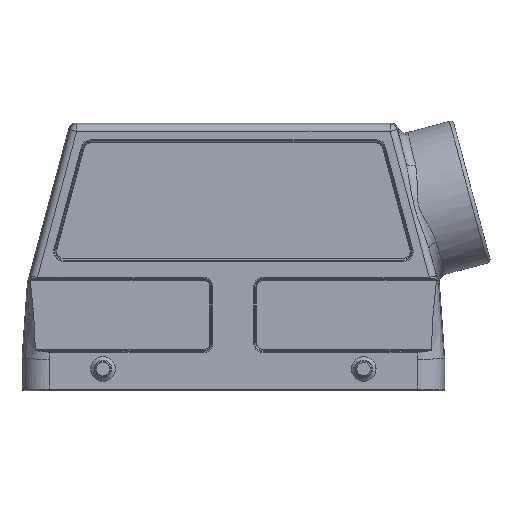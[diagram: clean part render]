
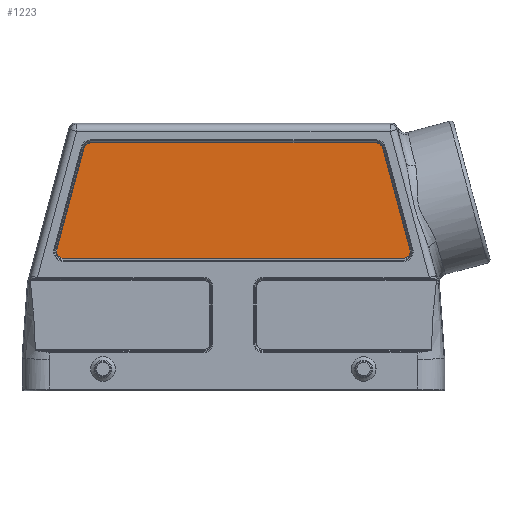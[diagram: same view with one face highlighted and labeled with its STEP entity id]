
A CAD part, front view. The second image highlights one B-rep face of the part: STEP entity #1223.
In plain terms, the highlighted planar face has unit normal (0, -1, 0).
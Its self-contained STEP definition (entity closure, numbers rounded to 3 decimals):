
#1223=ADVANCED_FACE('',(#1879),#1704,.T.);
#1704=PLANE('',#11916);
#1879=FACE_OUTER_BOUND('',#2346,.T.);
#2346=EDGE_LOOP('',(#3236,#3237,#3238,#3239,#3240,#3241,#3242,#3243));
#3236=ORIENTED_EDGE('',*,*,#6099,.T.);
#3237=ORIENTED_EDGE('',*,*,#6100,.T.);
#3238=ORIENTED_EDGE('',*,*,#6101,.T.);
#3239=ORIENTED_EDGE('',*,*,#6102,.T.);
#3240=ORIENTED_EDGE('',*,*,#6103,.T.);
#3241=ORIENTED_EDGE('',*,*,#6104,.T.);
#3242=ORIENTED_EDGE('',*,*,#6105,.T.);
#3243=ORIENTED_EDGE('',*,*,#6106,.T.);
#5389=VERTEX_POINT('',#18130);
#5390=VERTEX_POINT('',#18131);
#5391=VERTEX_POINT('',#18133);
#5392=VERTEX_POINT('',#18135);
#5393=VERTEX_POINT('',#18137);
#5394=VERTEX_POINT('',#18139);
#5395=VERTEX_POINT('',#18141);
#5396=VERTEX_POINT('',#18143);
#6099=EDGE_CURVE('',#5389,#5390,#9434,.T.);
#6100=EDGE_CURVE('',#5390,#5391,#7476,.T.);
#6101=EDGE_CURVE('',#5391,#5392,#9435,.T.);
#6102=EDGE_CURVE('',#5392,#5393,#7477,.T.);
#6103=EDGE_CURVE('',#5393,#5394,#9436,.T.);
#6104=EDGE_CURVE('',#5394,#5395,#7478,.T.);
#6105=EDGE_CURVE('',#5395,#5396,#9437,.T.);
#6106=EDGE_CURVE('',#5396,#5389,#7479,.T.);
#7476=CIRCLE('',#11912,1.853);
#7477=CIRCLE('',#11913,1.853);
#7478=CIRCLE('',#11914,1.853);
#7479=CIRCLE('',#11915,1.853);
#9434=LINE('',#18129,#10112);
#9435=LINE('',#18134,#10113);
#9436=LINE('',#18138,#10114);
#9437=LINE('',#18142,#10115);
#10112=VECTOR('',#13262,1.);
#10113=VECTOR('',#13265,1.);
#10114=VECTOR('',#13268,1.);
#10115=VECTOR('',#13271,1.);
#11912=AXIS2_PLACEMENT_3D('',#18132,#13263,#13264);
#11913=AXIS2_PLACEMENT_3D('',#18136,#13266,#13267);
#11914=AXIS2_PLACEMENT_3D('',#18140,#13269,#13270);
#11915=AXIS2_PLACEMENT_3D('',#18144,#13272,#13273);
#11916=AXIS2_PLACEMENT_3D('',#18145,#13274,#13275);
#13262=DIRECTION('',(1.,0.,0.));
#13263=DIRECTION('',(0.,-1.,0.));
#13264=DIRECTION('',(0.,0.,-1.));
#13265=DIRECTION('',(-0.259,0.,0.966));
#13266=DIRECTION('',(0.,-1.,0.));
#13267=DIRECTION('',(0.,0.,-1.));
#13268=DIRECTION('',(-1.,0.,0.));
#13269=DIRECTION('',(0.,-1.,0.));
#13270=DIRECTION('',(0.,0.,-1.));
#13271=DIRECTION('',(-0.259,0.,-0.966));
#13272=DIRECTION('',(0.,-1.,0.));
#13273=DIRECTION('',(0.,0.,-1.));
#13274=DIRECTION('',(0.,-1.,0.));
#13275=DIRECTION('',(0.,0.,-1.));
#18129=CARTESIAN_POINT('',(0.,-20.3,28.497));
#18130=CARTESIAN_POINT('',(-48.324,-20.3,28.497));
#18131=CARTESIAN_POINT('',(48.324,-20.3,28.497));
#18132=CARTESIAN_POINT('',(48.324,-20.3,30.35));
#18133=CARTESIAN_POINT('',(50.114,-20.3,30.83));
#18134=CARTESIAN_POINT('',(54.464,-20.3,14.594));
#18135=CARTESIAN_POINT('',(42.343,-20.3,59.83));
#18136=CARTESIAN_POINT('',(40.553,-20.3,59.35));
#18137=CARTESIAN_POINT('',(40.553,-20.3,61.203));
#18138=CARTESIAN_POINT('',(0.,-20.3,61.203));
#18139=CARTESIAN_POINT('',(-40.553,-20.3,61.203));
#18140=CARTESIAN_POINT('',(-40.553,-20.3,59.35));
#18141=CARTESIAN_POINT('',(-42.343,-20.3,59.83));
#18142=CARTESIAN_POINT('',(-54.464,-20.3,14.594));
#18143=CARTESIAN_POINT('',(-50.114,-20.3,30.83));
#18144=CARTESIAN_POINT('',(-48.324,-20.3,30.35));
#18145=CARTESIAN_POINT('',(0.,-20.3,0.));
